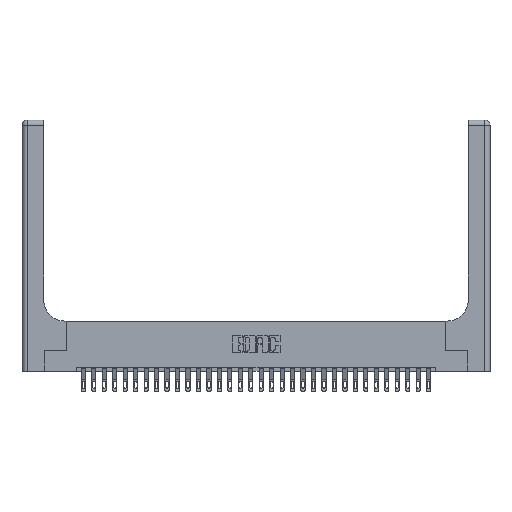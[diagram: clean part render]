
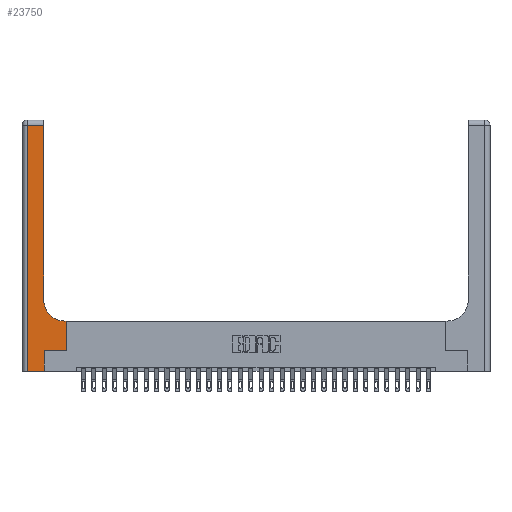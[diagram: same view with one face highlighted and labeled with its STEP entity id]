
A CAD part, top view. The second image highlights one B-rep face of the part: STEP entity #23750.
In plain terms, the highlighted planar face has unit normal (0, 0, 1).
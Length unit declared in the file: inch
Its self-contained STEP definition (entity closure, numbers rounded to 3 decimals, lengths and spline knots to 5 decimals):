
#429 = DIRECTION ( 'NONE',  ( 1., 0., 0. ) ) ;
#1157 = DIRECTION ( 'NONE',  ( -1., 0., 0. ) ) ;
#2411 = EDGE_CURVE ( 'NONE', #24815, #22253, #20514, .T. ) ;
#2558 = LINE ( 'NONE', #11744, #25870 ) ;
#3187 = DIRECTION ( 'NONE',  ( 0., 0., -1. ) ) ;
#3482 = EDGE_CURVE ( 'NONE', #28893, #20066, #15796, .T. ) ;
#3598 = ORIENTED_EDGE ( 'NONE', *, *, #11282, .T. ) ;
#3737 = ORIENTED_EDGE ( 'NONE', *, *, #9693, .T. ) ;
#4053 = ORIENTED_EDGE ( 'NONE', *, *, #27602, .T. ) ;
#4666 = CARTESIAN_POINT ( 'NONE',  ( 0.06, 3., 0.37 ) ) ;
#4859 = VERTEX_POINT ( 'NONE', #24122 ) ;
#5086 = VECTOR ( 'NONE', #13991, 39.37008 ) ;
#5842 = CARTESIAN_POINT ( 'NONE',  ( 0.51, 0.6, 0.37 ) ) ;
#6278 = AXIS2_PLACEMENT_3D ( 'NONE', #9613, #18655, #27647 ) ;
#6502 = EDGE_CURVE ( 'NONE', #9500, #26596, #2558, .T. ) ;
#7445 = CARTESIAN_POINT ( 'NONE',  ( 0.26, 2.94, 0.37 ) ) ;
#8122 = VECTOR ( 'NONE', #429, 39.37008 ) ;
#8390 = ORIENTED_EDGE ( 'NONE', *, *, #6502, .T. ) ;
#9313 = LINE ( 'NONE', #27210, #8122 ) ;
#9500 = VERTEX_POINT ( 'NONE', #10373 ) ;
#9613 = CARTESIAN_POINT ( 'NONE',  ( 0.51, 0.85, 0.37 ) ) ;
#9693 = EDGE_CURVE ( 'NONE', #20066, #24815, #9313, .T. ) ;
#10373 = CARTESIAN_POINT ( 'NONE',  ( 0.26, 0.85, 0.37 ) ) ;
#10537 = CARTESIAN_POINT ( 'NONE',  ( 0.528, 0.25, 0.37 ) ) ;
#10939 = CARTESIAN_POINT ( 'NONE',  ( 0.265, 0.25, 0.37 ) ) ;
#11063 = ORIENTED_EDGE ( 'NONE', *, *, #11449, .T. ) ;
#11282 = EDGE_CURVE ( 'NONE', #19557, #9500, #18142, .T. ) ;
#11449 = EDGE_CURVE ( 'NONE', #22253, #16916, #19390, .T. ) ;
#11599 = DIRECTION ( 'NONE',  ( 0., 1., 0. ) ) ;
#11744 = CARTESIAN_POINT ( 'NONE',  ( 0.26, 3., 0.37 ) ) ;
#12071 = FACE_OUTER_BOUND ( 'NONE', #22592, .T. ) ;
#13159 = VECTOR ( 'NONE', #29140, 39.37008 ) ;
#13991 = DIRECTION ( 'NONE',  ( 0., 1., 0. ) ) ;
#15285 = CARTESIAN_POINT ( 'NONE',  ( 0.06, 0., 0.37 ) ) ;
#15796 = LINE ( 'NONE', #4666, #24532 ) ;
#16414 = CARTESIAN_POINT ( 'NONE',  ( 0.06, 2.94, 0.37 ) ) ;
#16813 = PLANE ( 'NONE',  #26794 ) ;
#16916 = VERTEX_POINT ( 'NONE', #10537 ) ;
#17308 = DIRECTION ( 'NONE',  ( 1., 0., 0. ) ) ;
#18142 = CIRCLE ( 'NONE', #6278, 0.25 ) ;
#18655 = DIRECTION ( 'NONE',  ( 0., 0., -1. ) ) ;
#19091 = LINE ( 'NONE', #19396, #19418 ) ;
#19390 = LINE ( 'NONE', #10939, #23775 ) ;
#19396 = CARTESIAN_POINT ( 'NONE',  ( 0.26, 0.6, 0.37 ) ) ;
#19418 = VECTOR ( 'NONE', #1157, 39.37008 ) ;
#19533 = ORIENTED_EDGE ( 'NONE', *, *, #2411, .T. ) ;
#19557 = VERTEX_POINT ( 'NONE', #5842 ) ;
#20066 = VERTEX_POINT ( 'NONE', #15285 ) ;
#20496 = CARTESIAN_POINT ( 'NONE',  ( 0.265, 0.25, 0.37 ) ) ;
#20514 = LINE ( 'NONE', #25506, #5086 ) ;
#22124 = DIRECTION ( 'NONE',  ( 0., 1., 0. ) ) ;
#22253 = VERTEX_POINT ( 'NONE', #20496 ) ;
#22289 = CARTESIAN_POINT ( 'NONE',  ( 0.528, 0.25, 0.37 ) ) ;
#22592 = EDGE_LOOP ( 'NONE', ( #8390, #23566, #27179, #3737, #19533, #11063, #23645, #4053, #3598 ) ) ;
#23043 = EDGE_CURVE ( 'NONE', #26596, #28893, #23837, .T. ) ;
#23566 = ORIENTED_EDGE ( 'NONE', *, *, #23043, .T. ) ;
#23645 = ORIENTED_EDGE ( 'NONE', *, *, #23922, .T. ) ;
#23750 = ADVANCED_FACE ( 'NONE', ( #12071 ), #16813, .F. ) ;
#23775 = VECTOR ( 'NONE', #17308, 39.37008 ) ;
#23837 = LINE ( 'NONE', #28708, #13159 ) ;
#23922 = EDGE_CURVE ( 'NONE', #16916, #4859, #24069, .T. ) ;
#24005 = VECTOR ( 'NONE', #22124, 39.37008 ) ;
#24069 = LINE ( 'NONE', #22289, #24005 ) ;
#24118 = DIRECTION ( 'NONE',  ( 0., -1., 0. ) ) ;
#24122 = CARTESIAN_POINT ( 'NONE',  ( 0.528, 0.6, 0.37 ) ) ;
#24532 = VECTOR ( 'NONE', #24118, 39.37008 ) ;
#24815 = VERTEX_POINT ( 'NONE', #25382 ) ;
#25382 = CARTESIAN_POINT ( 'NONE',  ( 0.265, 0., 0.37 ) ) ;
#25506 = CARTESIAN_POINT ( 'NONE',  ( 0.265, 0., 0.37 ) ) ;
#25811 = CARTESIAN_POINT ( 'NONE',  ( 0., 3., 0.37 ) ) ;
#25870 = VECTOR ( 'NONE', #11599, 39.37008 ) ;
#26596 = VERTEX_POINT ( 'NONE', #7445 ) ;
#26794 = AXIS2_PLACEMENT_3D ( 'NONE', #25811, #3187, #28192 ) ;
#27179 = ORIENTED_EDGE ( 'NONE', *, *, #3482, .T. ) ;
#27210 = CARTESIAN_POINT ( 'NONE',  ( 0., 0., 0.37 ) ) ;
#27602 = EDGE_CURVE ( 'NONE', #4859, #19557, #19091, .T. ) ;
#27647 = DIRECTION ( 'NONE',  ( 1., 0., 0. ) ) ;
#28192 = DIRECTION ( 'NONE',  ( -1., 0., 0. ) ) ;
#28708 = CARTESIAN_POINT ( 'NONE',  ( 0., 2.94, 0.37 ) ) ;
#28893 = VERTEX_POINT ( 'NONE', #16414 ) ;
#29140 = DIRECTION ( 'NONE',  ( -1., 0., 0. ) ) ;
